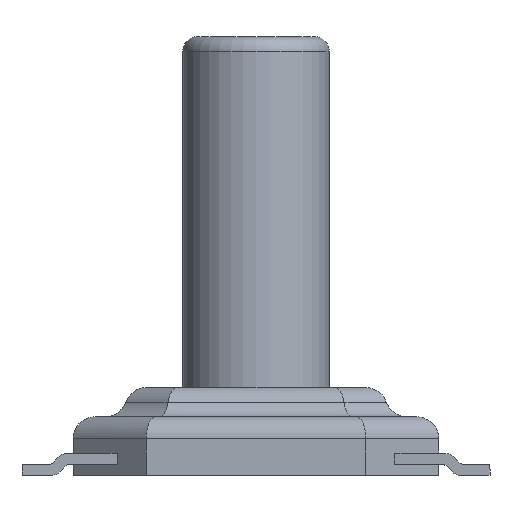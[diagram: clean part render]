
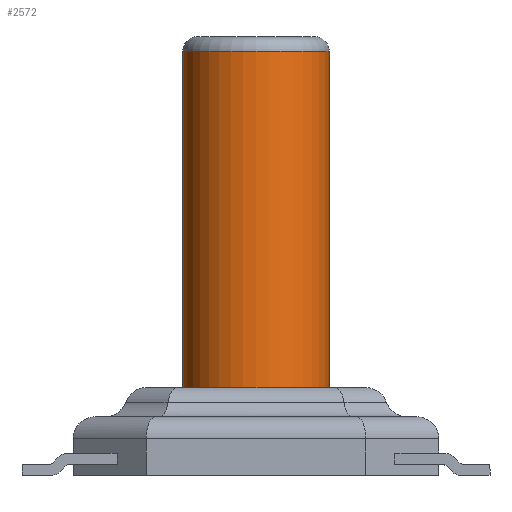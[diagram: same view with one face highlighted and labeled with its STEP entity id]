
A CAD part, front view. The second image highlights one B-rep face of the part: STEP entity #2572.
In plain terms, the highlighted cylindrical face has radius 1 mm (diameter 2 mm), a partial arc.
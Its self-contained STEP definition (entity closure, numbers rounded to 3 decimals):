
#4 = AXIS2_PLACEMENT_3D ( 'NONE', #2303, #2054, #952 ) ;
#62 = CYLINDRICAL_SURFACE ( 'NONE', #4, 1. ) ;
#209 = VERTEX_POINT ( 'NONE', #327 ) ;
#222 = VERTEX_POINT ( 'NONE', #1631 ) ;
#327 = CARTESIAN_POINT ( 'NONE',  ( 1., 0., 1.2 ) ) ;
#504 = ORIENTED_EDGE ( 'NONE', *, *, #1516, .T. ) ;
#577 = CARTESIAN_POINT ( 'NONE',  ( 0., 0., 5.8 ) ) ;
#725 = DIRECTION ( 'NONE',  ( 0., 0., -1. ) ) ;
#739 = CARTESIAN_POINT ( 'NONE',  ( 1., 0., 5.8 ) ) ;
#788 = DIRECTION ( 'NONE',  ( 1., 0., 0. ) ) ;
#800 = ORIENTED_EDGE ( 'NONE', *, *, #1542, .T. ) ;
#812 = VECTOR ( 'NONE', #725, 1000. ) ;
#862 = FACE_OUTER_BOUND ( 'NONE', #1326, .T. ) ;
#952 = DIRECTION ( 'NONE',  ( -1., 0., 0. ) ) ;
#1037 = EDGE_CURVE ( 'NONE', #2454, #222, #1883, .T. ) ;
#1073 = VERTEX_POINT ( 'NONE', #2153 ) ;
#1100 = DIRECTION ( 'NONE',  ( 0., 0., -1. ) ) ;
#1124 = DIRECTION ( 'NONE',  ( 0., 0., 1. ) ) ;
#1326 = EDGE_LOOP ( 'NONE', ( #1478, #2298, #800, #504 ) ) ;
#1340 = LINE ( 'NONE', #2634, #1655 ) ;
#1436 = LINE ( 'NONE', #1628, #812 ) ;
#1478 = ORIENTED_EDGE ( 'NONE', *, *, #2827, .F. ) ;
#1516 = EDGE_CURVE ( 'NONE', #1073, #209, #1906, .T. ) ;
#1542 = EDGE_CURVE ( 'NONE', #222, #1073, #1436, .T. ) ;
#1628 = CARTESIAN_POINT ( 'NONE',  ( -1., 0., 14.828 ) ) ;
#1631 = CARTESIAN_POINT ( 'NONE',  ( -1., 0., 5.8 ) ) ;
#1655 = VECTOR ( 'NONE', #1100, 1000. ) ;
#1883 = CIRCLE ( 'NONE', #2215, 1. ) ;
#1906 = CIRCLE ( 'NONE', #2709, 1. ) ;
#2054 = DIRECTION ( 'NONE',  ( 0., 0., -1. ) ) ;
#2153 = CARTESIAN_POINT ( 'NONE',  ( -1., 0., 1.2 ) ) ;
#2215 = AXIS2_PLACEMENT_3D ( 'NONE', #577, #2369, #788 ) ;
#2247 = CARTESIAN_POINT ( 'NONE',  ( 0., 0., 1.2 ) ) ;
#2298 = ORIENTED_EDGE ( 'NONE', *, *, #1037, .T. ) ;
#2303 = CARTESIAN_POINT ( 'NONE',  ( 0., 0., 14.828 ) ) ;
#2369 = DIRECTION ( 'NONE',  ( 0., 0., -1. ) ) ;
#2454 = VERTEX_POINT ( 'NONE', #739 ) ;
#2489 = DIRECTION ( 'NONE',  ( 1., 0., 0. ) ) ;
#2572 = ADVANCED_FACE ( 'NONE', ( #862 ), #62, .T. ) ;
#2634 = CARTESIAN_POINT ( 'NONE',  ( 1., 0., 14.828 ) ) ;
#2709 = AXIS2_PLACEMENT_3D ( 'NONE', #2247, #1124, #2489 ) ;
#2827 = EDGE_CURVE ( 'NONE', #2454, #209, #1340, .T. ) ;
